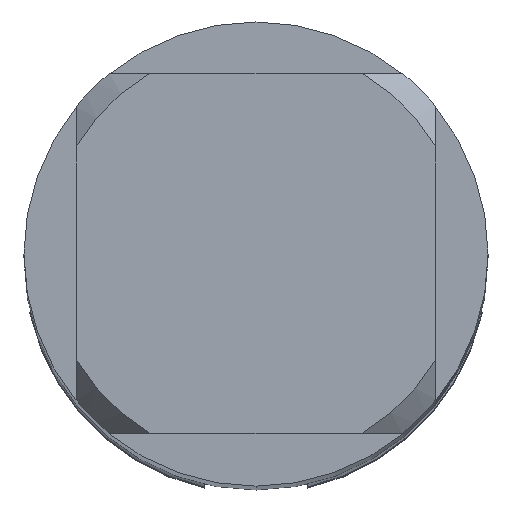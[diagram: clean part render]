
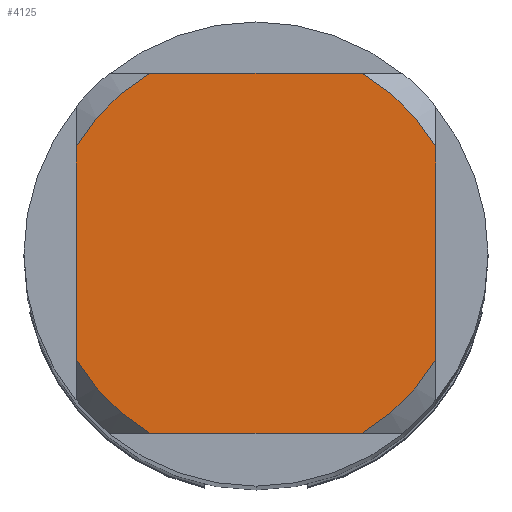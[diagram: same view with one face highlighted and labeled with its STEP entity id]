
A CAD part, top view. The second image highlights one B-rep face of the part: STEP entity #4125.
In plain terms, the highlighted planar face has unit normal (0, 0, 1).
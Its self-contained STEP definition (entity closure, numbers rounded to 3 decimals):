
#2887=VERTEX_POINT('',#7130);
#3081=EDGE_CURVE('',#6071,#6067,#7341,.T.);
#3095=VERTEX_POINT('',#7357);
#3131=VERTEX_POINT('',#7394);
#3427=EDGE_CURVE('',#6071,#6019,#7708,.T.);
#4125=ADVANCED_FACE('',(#8467),#8468,.T.);
#4185=EDGE_CURVE('',#4543,#3131,#8532,.T.);
#4249=EDGE_CURVE('',#3095,#4617,#8602,.T.);
#4543=VERTEX_POINT('',#8920);
#4617=VERTEX_POINT('',#9001);
#4657=EDGE_CURVE('',#2887,#3131,#9045,.T.);
#5383=EDGE_CURVE('',#2887,#6019,#9826,.T.);
#5553=EDGE_CURVE('',#4543,#4617,#10010,.T.);
#5567=EDGE_CURVE('',#3095,#6067,#10025,.T.);
#6019=VERTEX_POINT('',#10526);
#6067=VERTEX_POINT('',#10577);
#6071=VERTEX_POINT('',#10581);
#7130=CARTESIAN_POINT('',(-1.83,-3.1,0.0));
#7341=CIRCLE('',#12891,3.6);
#7357=CARTESIAN_POINT('',(1.83,3.1,0.0));
#7394=CARTESIAN_POINT('',(1.83,-3.1,0.0));
#7708=LINE('',#13523,#13524);
#8467=FACE_OUTER_BOUND('',#14969,.T.);
#8468=PLANE('',#14970);
#8532=CIRCLE('',#15131,3.6);
#8602=CIRCLE('',#15264,3.6);
#8920=CARTESIAN_POINT('',(3.1,-1.83,0.0));
#9001=CARTESIAN_POINT('',(3.1,1.83,0.0));
#9045=LINE('',#16085,#16086);
#9826=CIRCLE('',#17637,3.6);
#10010=LINE('',#18008,#18009);
#10025=LINE('',#18030,#18031);
#10526=CARTESIAN_POINT('',(-3.1,-1.83,0.0));
#10577=CARTESIAN_POINT('',(-1.83,3.1,0.0));
#10581=CARTESIAN_POINT('',(-3.1,1.83,0.0));
#12891=AXIS2_PLACEMENT_3D('',#20524,#20525,#20526);
#13523=CARTESIAN_POINT('',(-3.1,0.9,0.0));
#13524=VECTOR('',#20824,1.0);
#14969=EDGE_LOOP('',(#21775,#21776,#21777,#21778,#21779,#21780,#21781,#21782));
#14970=AXIS2_PLACEMENT_3D('',#21783,#21784,#21785);
#15131=AXIS2_PLACEMENT_3D('',#21837,#21838,#21839);
#15264=AXIS2_PLACEMENT_3D('',#22006,#22007,#22008);
#16085=CARTESIAN_POINT('',(0.0,-3.1,0.0));
#16086=VECTOR('',#22444,1.0);
#17637=AXIS2_PLACEMENT_3D('',#23165,#23166,#23167);
#18008=CARTESIAN_POINT('',(3.1,0.9,0.0));
#18009=VECTOR('',#23332,1.0);
#18030=CARTESIAN_POINT('',(0.0,3.1,0.0));
#18031=VECTOR('',#23346,1.0);
#20524=CARTESIAN_POINT('',(0.0,0.0,0.0));
#20525=DIRECTION('',(0.0,0.0,-1.0));
#20526=DIRECTION('',(0.0,1.0,0.0));
#20824=DIRECTION('',(-0.0,-1.0,0.0));
#21775=ORIENTED_EDGE('',*,*,#3427,.T.);
#21776=ORIENTED_EDGE('',*,*,#5383,.F.);
#21777=ORIENTED_EDGE('',*,*,#4657,.T.);
#21778=ORIENTED_EDGE('',*,*,#4185,.F.);
#21779=ORIENTED_EDGE('',*,*,#5553,.T.);
#21780=ORIENTED_EDGE('',*,*,#4249,.F.);
#21781=ORIENTED_EDGE('',*,*,#5567,.T.);
#21782=ORIENTED_EDGE('',*,*,#3081,.F.);
#21783=CARTESIAN_POINT('',(0.0,1.8,0.0));
#21784=DIRECTION('',(-0.0,0.0,1.0));
#21785=DIRECTION('',(0.0,-1.0,0.0));
#21837=CARTESIAN_POINT('',(0.0,0.0,0.0));
#21838=DIRECTION('',(0.0,0.0,-1.0));
#21839=DIRECTION('',(0.0,1.0,0.0));
#22006=CARTESIAN_POINT('',(0.0,0.0,0.0));
#22007=DIRECTION('',(0.0,0.0,-1.0));
#22008=DIRECTION('',(0.0,1.0,0.0));
#22444=DIRECTION('',(1.0,0.0,0.0));
#23165=CARTESIAN_POINT('',(0.0,0.0,0.0));
#23166=DIRECTION('',(0.0,0.0,-1.0));
#23167=DIRECTION('',(0.0,1.0,0.0));
#23332=DIRECTION('',(-0.0,1.0,0.0));
#23346=DIRECTION('',(-1.0,0.0,0.0));
